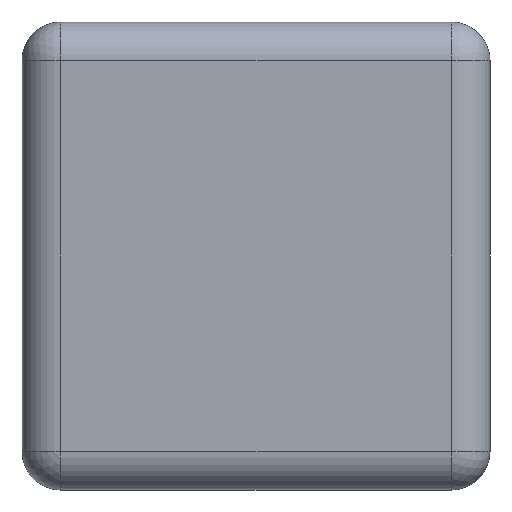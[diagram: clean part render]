
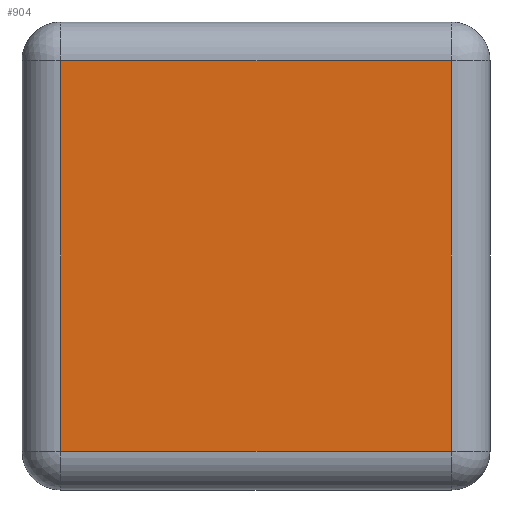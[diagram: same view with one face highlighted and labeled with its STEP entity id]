
A CAD part, left-side view. The second image highlights one B-rep face of the part: STEP entity #904.
In plain terms, the highlighted planar face has unit normal (-1, 0, 0).
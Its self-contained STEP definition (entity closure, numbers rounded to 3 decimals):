
#34=PLANE('',#1042);
#75=LINE('',#1557,#139);
#79=LINE('',#1570,#143);
#81=LINE('',#1573,#145);
#83=LINE('',#1576,#147);
#139=VECTOR('',#1277,10.);
#143=VECTOR('',#1293,10.);
#145=VECTOR('',#1297,10.);
#147=VECTOR('',#1301,10.);
#254=FACE_OUTER_BOUND('',#316,.T.);
#316=EDGE_LOOP('',(#803,#804,#805,#806));
#440=VERTEX_POINT('',#1519);
#447=VERTEX_POINT('',#1538);
#450=VERTEX_POINT('',#1548);
#453=VERTEX_POINT('',#1561);
#554=EDGE_CURVE('',#440,#450,#75,.T.);
#561=EDGE_CURVE('',#450,#453,#79,.T.);
#563=EDGE_CURVE('',#453,#447,#81,.T.);
#565=EDGE_CURVE('',#447,#440,#83,.T.);
#803=ORIENTED_EDGE('',*,*,#554,.F.);
#804=ORIENTED_EDGE('',*,*,#565,.F.);
#805=ORIENTED_EDGE('',*,*,#563,.F.);
#806=ORIENTED_EDGE('',*,*,#561,.F.);
#904=ADVANCED_FACE('',(#254),#34,.T.);
#1042=AXIS2_PLACEMENT_3D('',#1609,#1337,#1338);
#1277=DIRECTION('',(0.,1.,0.));
#1293=DIRECTION('',(0.,0.,1.));
#1297=DIRECTION('',(0.,-1.,0.));
#1301=DIRECTION('',(0.,0.,-1.));
#1337=DIRECTION('center_axis',(-1.,0.,0.));
#1338=DIRECTION('ref_axis',(0.,0.,1.));
#1519=CARTESIAN_POINT('',(-1.01,-0.76,0.14));
#1538=CARTESIAN_POINT('',(-1.01,-0.76,1.66));
#1548=CARTESIAN_POINT('',(-1.01,0.76,0.14));
#1557=CARTESIAN_POINT('',(-1.01,0.455,0.14));
#1561=CARTESIAN_POINT('',(-1.01,0.76,1.66));
#1570=CARTESIAN_POINT('',(-1.01,0.76,1.355));
#1573=CARTESIAN_POINT('',(-1.01,-0.455,1.66));
#1576=CARTESIAN_POINT('',(-1.01,-0.76,0.445));
#1609=CARTESIAN_POINT('Origin',(-1.01,0.,0.9));
